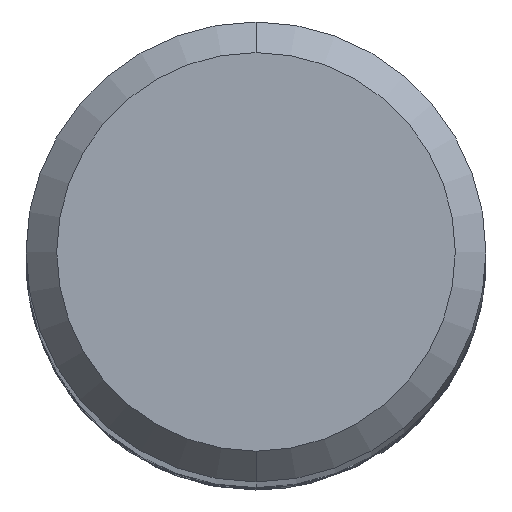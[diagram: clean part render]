
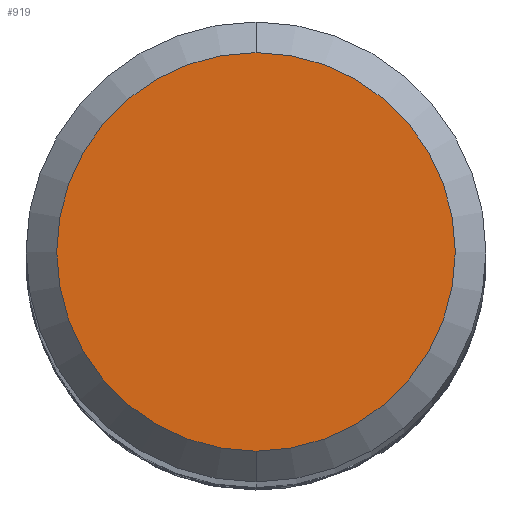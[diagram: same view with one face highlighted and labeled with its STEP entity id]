
A CAD part, top view. The second image highlights one B-rep face of the part: STEP entity #919.
In plain terms, the highlighted planar face has unit normal (0, 0, 1).
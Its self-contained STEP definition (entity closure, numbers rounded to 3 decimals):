
#667=VERTEX_POINT('',#1857);
#919=ADVANCED_FACE('',(#2143),#2144,.T.);
#1075=EDGE_CURVE('',#667,#1585,#2308,.T.);
#1585=VERTEX_POINT('',#2853);
#1677=EDGE_CURVE('',#1585,#667,#2953,.T.);
#1857=CARTESIAN_POINT('',(0.0,2.6,0.0));
#2143=FACE_OUTER_BOUND('',#6507,.T.);
#2144=PLANE('',#6508);
#2308=CIRCLE('',#7614,2.6);
#2853=CARTESIAN_POINT('',(0.,-2.6,0.0));
#2953=CIRCLE('',#14153,2.6);
#6507=EDGE_LOOP('',(#15886,#15887));
#6508=AXIS2_PLACEMENT_3D('',#15888,#15889,#15890);
#7614=AXIS2_PLACEMENT_3D('',#16010,#16011,#16012);
#14153=AXIS2_PLACEMENT_3D('',#16610,#16611,#16612);
#15886=ORIENTED_EDGE('',*,*,#1075,.F.);
#15887=ORIENTED_EDGE('',*,*,#1677,.F.);
#15888=CARTESIAN_POINT('',(0.0,1.3,0.0));
#15889=DIRECTION('',(-0.0,0.0,1.0));
#15890=DIRECTION('',(0.0,-1.0,0.0));
#16010=CARTESIAN_POINT('',(0.0,0.0,0.0));
#16011=DIRECTION('',(0.0,0.0,-1.0));
#16012=DIRECTION('',(0.0,1.0,0.0));
#16610=CARTESIAN_POINT('',(0.0,0.0,0.0));
#16611=DIRECTION('',(0.0,0.0,-1.0));
#16612=DIRECTION('',(0.0,1.0,0.0));
